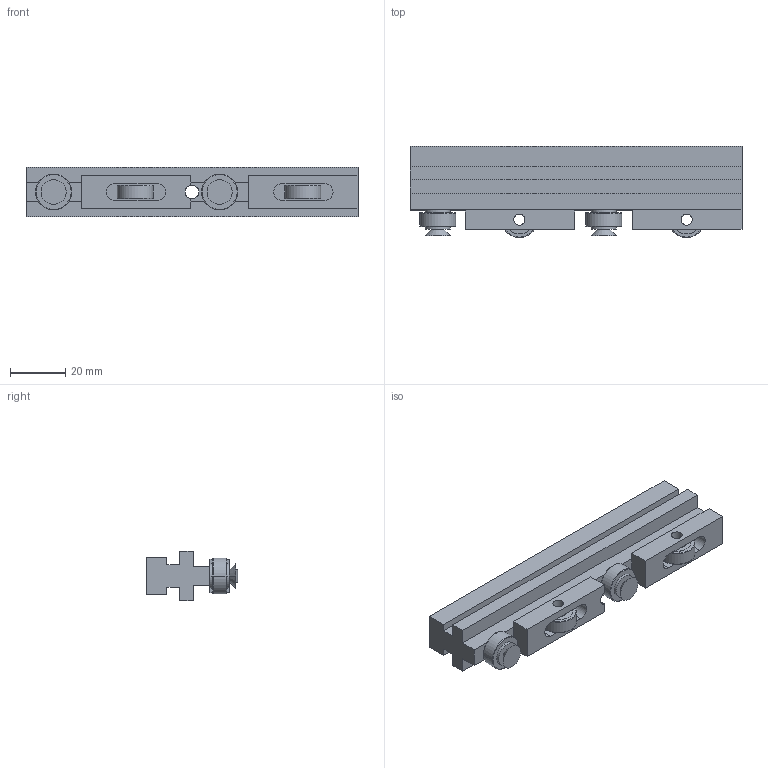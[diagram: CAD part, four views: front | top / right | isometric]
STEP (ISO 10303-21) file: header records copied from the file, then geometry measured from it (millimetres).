
FILE_DESCRIPTION(('STEP AP214'),'1');
FILE_NAME('cctmp_2FAD6716-9E33-4682-B13F-5A4648382AE5_2020_9_21_17_26_37_146..stp','2020-09-21T15:26:37',('MiniTec Maschinenbau GmbH & Co.KG'),('CADClick - www.CADClick.com'),'Spatial InterOp 3D',' ','unknown authorization');
FILE_SCHEMA(('AUTOMOTIVE_DESIGN'));
Length unit declared in the file: millimetre
Products named in the file (3): 21.1714/0
Assembly tree (2 placements, depth 2):
  (unnamed)
    21.1714/0
    21.1714/0
Bounding box: 120 x 33 x 18 mm (x, y, z)
Volume: 38348.7 mm3; surface area: 18063 mm2
Topology: 5 solids, 5 shells, 145 faces, 324 edges, 206 vertices
Faces by surface type: plane 63, cylinder 54, torus 24, cone 4
Entity records: 5350 total; most frequent: DIRECTION 786, CARTESIAN_POINT 678, ORIENTED_EDGE 648, EDGE_CURVE 324, AXIS2_PLACEMENT_3D 314, VERTEX_POINT 206, EDGE_LOOP 176, CIRCLE 166
